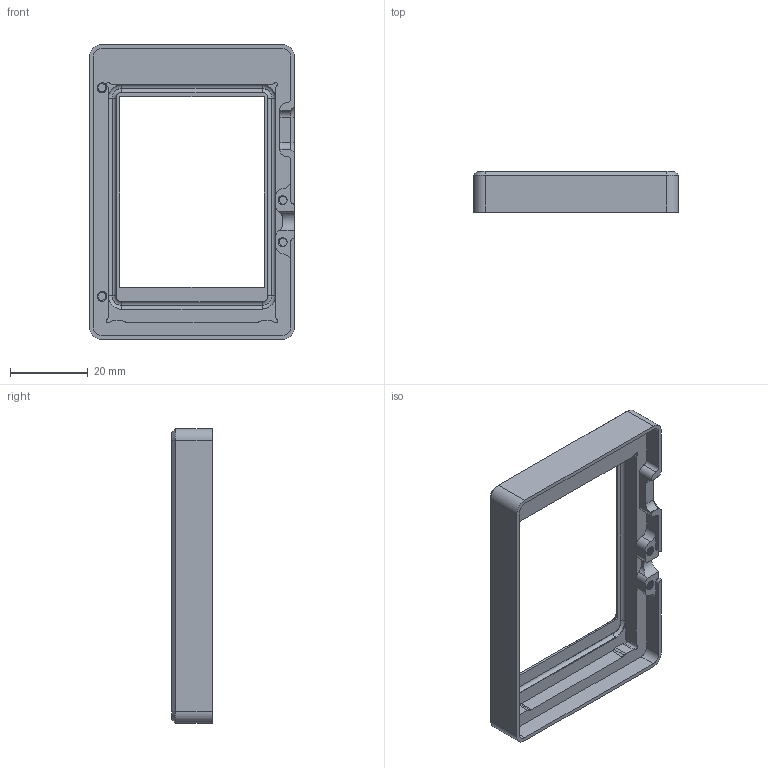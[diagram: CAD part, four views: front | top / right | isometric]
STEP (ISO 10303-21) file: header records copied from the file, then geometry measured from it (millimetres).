
FILE_DESCRIPTION(/* description */ (''),/* implementation_level */ '2;1');
FILE_NAME(/* name */ '2.4 In TFT Touch Screen Display Top V2.5__step R2.step',/* time_stamp */ '2025-07-24T09:38:11+04:00',/* author */ (''),/* organization */ (''),/* preprocessor_version */ 'ST-DEVELOPER v20',/* originating_system */ 'Autodesk Translation Framework v13.14.0.145',/* authorisation */ '');
FILE_SCHEMA (('AUTOMOTIVE_DESIGN { 1 0 10303 214 3 1 1 }'));
Length unit declared in the file: millimetre
Products named in the file (1): (Unsaved)
Bounding box: 52.7 x 10.51 x 75.8 mm (x, y, z)
Volume: 10581.9 mm3; surface area: 9443.9 mm2
Topology: 1 solids, 1 shells, 251 faces, 723 edges, 475 vertices
Faces by surface type: cylinder 164, plane 57, bspline 15, torus 8, cone 7
Full cylindrical faces by diameter (mm): 2.075 x32, 2.58 x24
Entity records: 28342 total; most frequent: CARTESIAN_POINT 22150, ORIENTED_EDGE 1438, DIRECTION 1080, EDGE_CURVE 719, VERTEX_POINT 475, AXIS2_PLACEMENT_3D 381, LINE 318, VECTOR 318
